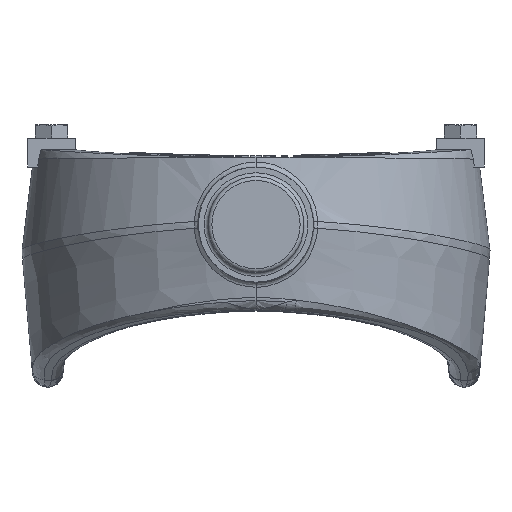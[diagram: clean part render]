
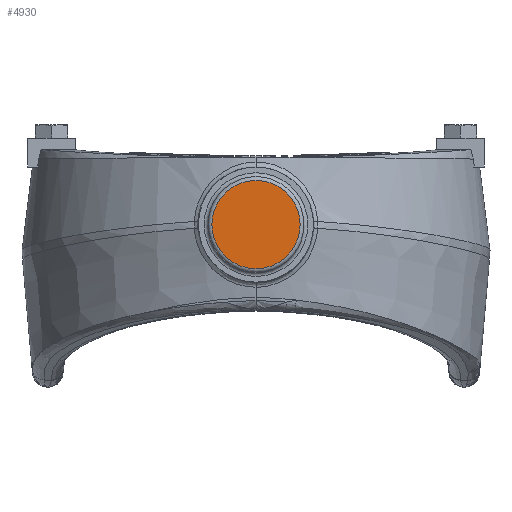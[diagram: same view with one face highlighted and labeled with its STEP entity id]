
A CAD part, front view. The second image highlights one B-rep face of the part: STEP entity #4930.
In plain terms, the highlighted face is planar.
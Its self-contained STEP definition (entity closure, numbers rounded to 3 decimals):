
#4930 = ADVANCED_FACE( '', ( #10041 ), #10042, .F. );
#10041 = FACE_OUTER_BOUND( '', #155198, .T. );
#10042 = PLANE( '', #155199 );
#155198 = EDGE_LOOP( '', ( #178976 ) );
#155199 = AXIS2_PLACEMENT_3D( '', #178977, #178978, #178979 );
#178976 = ORIENTED_EDGE( '', *, *, #180363, .T. );
#178977 = CARTESIAN_POINT( '', ( 182.5, 0., 0. ) );
#178978 = DIRECTION( '', ( -1., 0., 0. ) );
#178979 = DIRECTION( '', ( 0., 0., 1. ) );
#180363 = EDGE_CURVE( '', #186001, #186001, #186002, .F. );
#186001 = VERTEX_POINT( '', #196890 );
#186002 = CIRCLE( '', #196891, 23. );
#196890 = CARTESIAN_POINT( '', ( 182.5, 0., 23. ) );
#196891 = AXIS2_PLACEMENT_3D( '', #250505, #250506, #250507 );
#250505 = CARTESIAN_POINT( '', ( 182.5, 0., 0. ) );
#250506 = DIRECTION( '', ( -1., 0., 0. ) );
#250507 = DIRECTION( '', ( 0., 0., 1. ) );
